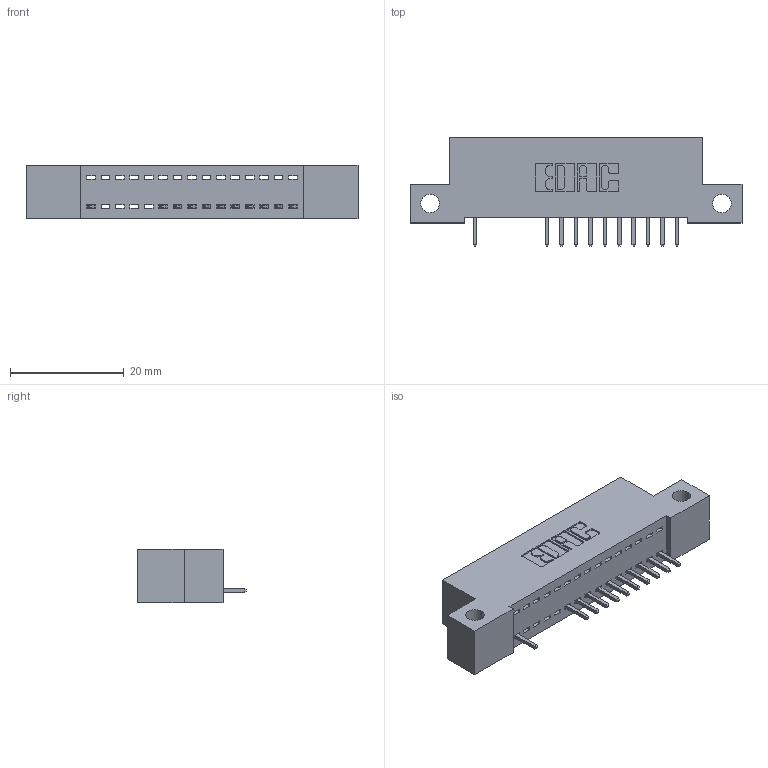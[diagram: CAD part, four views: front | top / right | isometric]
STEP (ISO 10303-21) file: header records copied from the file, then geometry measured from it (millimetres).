
FILE_DESCRIPTION (( 'STEP AP203' ), '1' );
FILE_NAME ('392-015-521-112.STEP', '2018-08-15T00:48:28', ( '' ), ( '' ), 'SwSTEP 2.0', 'SolidWorks 2016', '' );
FILE_SCHEMA (( 'CONFIG_CONTROL_DESIGN' ));
Length unit declared in the file: inch
Products named in the file (3): 345-292-001_345-293-121; 392-015-521-112; 342 Part_Side Mount
Assembly tree (12 placements, depth 2):
  392-015-521-112
    342 Part_Side Mount
    345-292-001_345-293-121  x11
Bounding box: 58.42 x 19.06 x 9.4 mm (x, y, z)
Volume: 4871.8 mm3; surface area: 6129.7 mm2
Topology: 12 solids, 12 shells, 796 faces, 2403 edges, 1586 vertices
Faces by surface type: plane 576, cylinder 220
Entity records: 12423 total; most frequent: CARTESIAN_POINT 2171, ORIENTED_EDGE 2126, DIRECTION 1881, EDGE_CURVE 1063, LINE 935, VECTOR 935, VERTEX_POINT 706, AXIS2_PLACEMENT_3D 473
